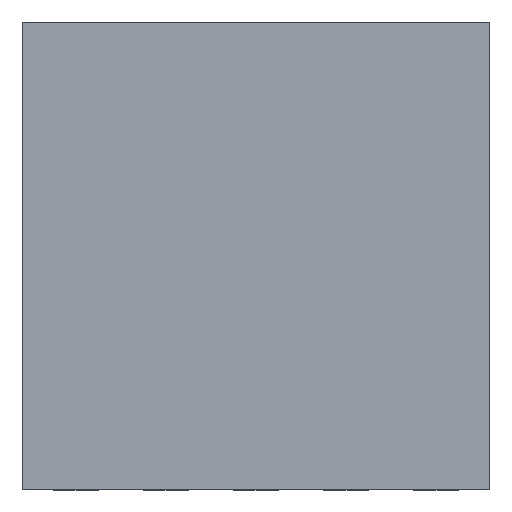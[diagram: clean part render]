
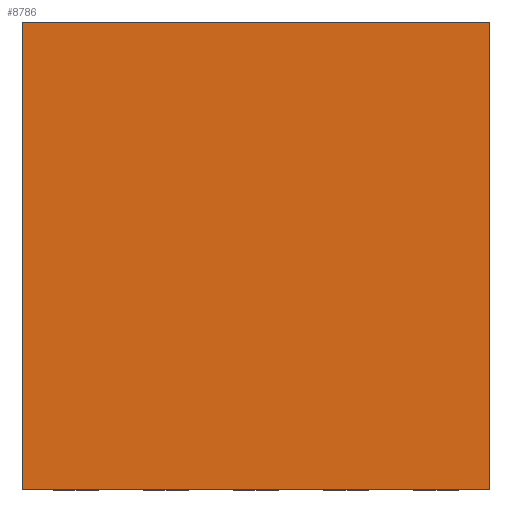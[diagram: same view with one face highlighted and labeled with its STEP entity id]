
A CAD part, front view. The second image highlights one B-rep face of the part: STEP entity #8786.
In plain terms, the highlighted face is planar.
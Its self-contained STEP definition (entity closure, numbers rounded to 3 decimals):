
#1363=ORIENTED_EDGE('',*,*,#3187,.F.);
#1364=ORIENTED_EDGE('',*,*,#3218,.F.);
#1365=ORIENTED_EDGE('',*,*,#3119,.F.);
#1366=ORIENTED_EDGE('',*,*,#3209,.F.);
#3119=EDGE_CURVE('',#4124,#4125,#4984,.T.);
#3187=EDGE_CURVE('',#4184,#4185,#5049,.T.);
#3209=EDGE_CURVE('',#4185,#4124,#5071,.T.);
#3218=EDGE_CURVE('',#4125,#4184,#5080,.T.);
#4124=VERTEX_POINT('',#12422);
#4125=VERTEX_POINT('',#12424);
#4184=VERTEX_POINT('',#12552);
#4185=VERTEX_POINT('',#12554);
#4984=LINE('',#12423,#5870);
#5049=LINE('',#12553,#5935);
#5071=LINE('',#12593,#5957);
#5080=LINE('',#12611,#5966);
#5870=VECTOR('',#10370,1000.);
#5935=VECTOR('',#10445,1000.);
#5957=VECTOR('',#10469,1000.);
#5966=VECTOR('',#10480,1000.);
#6534=EDGE_LOOP('',(#1363,#1364,#1365,#1366));
#6967=FACE_BOUND('',#6534,.T.);
#7375=PLANE('',#9254);
#8786=ADVANCED_FACE('',(#6967),#7375,.F.);
#9254=AXIS2_PLACEMENT_3D('',#12612,#10481,#10482);
#10370=DIRECTION('',(0.,1.,0.));
#10445=DIRECTION('',(0.,-1.,0.));
#10469=DIRECTION('',(1.,0.,0.));
#10480=DIRECTION('',(-1.,0.,0.));
#10481=DIRECTION('',(0.,0.,1.));
#10482=DIRECTION('',(1.,0.,0.));
#12422=CARTESIAN_POINT('',(-26.895,-25.175,0.));
#12423=CARTESIAN_POINT('',(-26.895,-25.175,0.));
#12424=CARTESIAN_POINT('',(-26.895,-22.575,0.));
#12552=CARTESIAN_POINT('',(-29.495,-22.575,0.));
#12553=CARTESIAN_POINT('',(-29.495,-22.575,0.));
#12554=CARTESIAN_POINT('',(-29.495,-25.175,0.));
#12593=CARTESIAN_POINT('',(-29.495,-25.175,0.));
#12611=CARTESIAN_POINT('',(-26.895,-22.575,0.));
#12612=CARTESIAN_POINT('',(-29.495,-25.175,0.));
